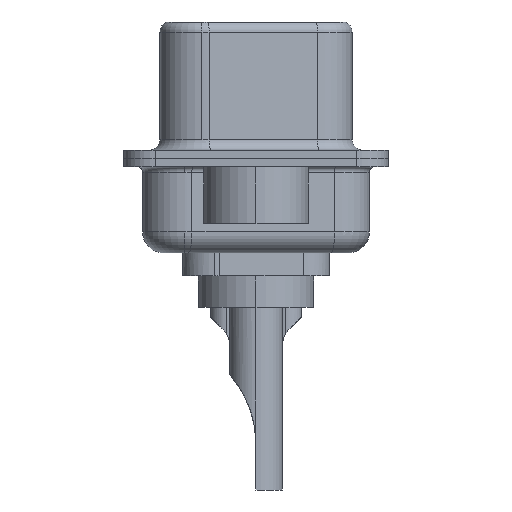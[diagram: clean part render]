
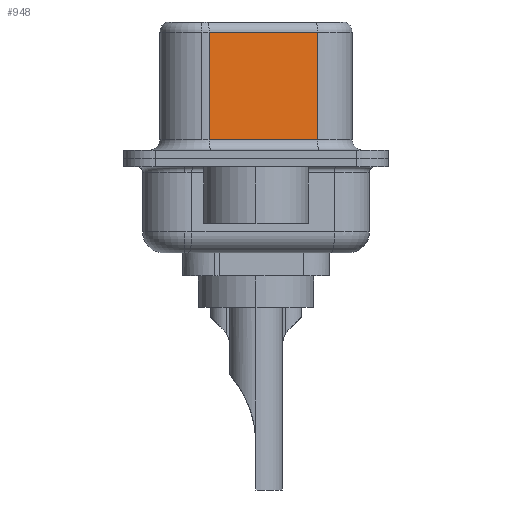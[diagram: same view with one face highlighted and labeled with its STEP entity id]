
A CAD part, left-side view. The second image highlights one B-rep face of the part: STEP entity #948.
In plain terms, the highlighted planar face has unit normal (-0.985, -0.174, 0).
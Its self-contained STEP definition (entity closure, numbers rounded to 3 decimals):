
#877 = VERTEX_POINT ( 'NONE', #7860 ) ;
#908 = CARTESIAN_POINT ( 'NONE',  ( 4.565, -2.927, 6.02 ) ) ;
#948 = ADVANCED_FACE ( 'NONE', ( #980 ), #1805, .F. ) ;
#980 = FACE_OUTER_BOUND ( 'NONE', #3893, .T. ) ;
#1183 = EDGE_CURVE ( 'NONE', #15733, #877, #4508, .T. ) ;
#1603 = EDGE_CURVE ( 'NONE', #7472, #11388, #9013, .T. ) ;
#1630 = EDGE_CURVE ( 'NONE', #877, #11388, #5248, .T. ) ;
#1805 = PLANE ( 'NONE',  #12473 ) ;
#2316 = VECTOR ( 'NONE', #6632, 1000. ) ;
#2935 = CARTESIAN_POINT ( 'NONE',  ( 3.655, 2.233, 6.52 ) ) ;
#3451 = CARTESIAN_POINT ( 'NONE',  ( 4.565, -2.927, 6.02 ) ) ;
#3766 = DIRECTION ( 'NONE',  ( 0.174, -0.985, 0. ) ) ;
#3786 = EDGE_CURVE ( 'NONE', #7472, #15733, #8963, .T. ) ;
#3893 = EDGE_LOOP ( 'NONE', ( #7943, #5294, #5134, #13609 ) ) ;
#3934 = DIRECTION ( 'NONE',  ( 0., 0., -1. ) ) ;
#4508 = LINE ( 'NONE', #2935, #7467 ) ;
#4754 = DIRECTION ( 'NONE',  ( 0., 0., -1. ) ) ;
#5134 = ORIENTED_EDGE ( 'NONE', *, *, #1183, .T. ) ;
#5248 = LINE ( 'NONE', #7283, #14664 ) ;
#5294 = ORIENTED_EDGE ( 'NONE', *, *, #3786, .T. ) ;
#6046 = VECTOR ( 'NONE', #3934, 1000. ) ;
#6529 = CARTESIAN_POINT ( 'NONE',  ( 4.565, -2.927, 0.9 ) ) ;
#6632 = DIRECTION ( 'NONE',  ( -0.174, 0.985, 0. ) ) ;
#6720 = DIRECTION ( 'NONE',  ( -0.174, 0.985, 0. ) ) ;
#7283 = CARTESIAN_POINT ( 'NONE',  ( 4.565, -2.927, 0.9 ) ) ;
#7467 = VECTOR ( 'NONE', #4754, 1000. ) ;
#7472 = VERTEX_POINT ( 'NONE', #908 ) ;
#7860 = CARTESIAN_POINT ( 'NONE',  ( 3.655, 2.233, 0.9 ) ) ;
#7943 = ORIENTED_EDGE ( 'NONE', *, *, #1603, .F. ) ;
#8963 = LINE ( 'NONE', #3451, #2316 ) ;
#9013 = LINE ( 'NONE', #11399, #6046 ) ;
#11388 = VERTEX_POINT ( 'NONE', #6529 ) ;
#11399 = CARTESIAN_POINT ( 'NONE',  ( 4.565, -2.927, 6.52 ) ) ;
#12473 = AXIS2_PLACEMENT_3D ( 'NONE', #14620, #15203, #6720 ) ;
#13033 = CARTESIAN_POINT ( 'NONE',  ( 3.655, 2.233, 6.02 ) ) ;
#13609 = ORIENTED_EDGE ( 'NONE', *, *, #1630, .T. ) ;
#14620 = CARTESIAN_POINT ( 'NONE',  ( 4.565, -2.927, 6.52 ) ) ;
#14664 = VECTOR ( 'NONE', #3766, 1000. ) ;
#15203 = DIRECTION ( 'NONE',  ( 0.985, 0.174, 0. ) ) ;
#15733 = VERTEX_POINT ( 'NONE', #13033 ) ;
